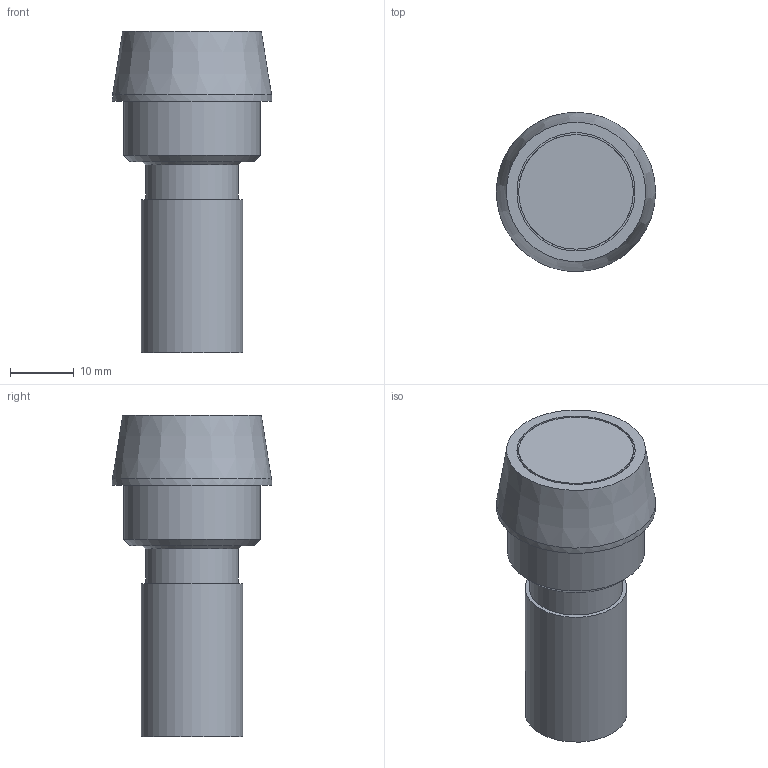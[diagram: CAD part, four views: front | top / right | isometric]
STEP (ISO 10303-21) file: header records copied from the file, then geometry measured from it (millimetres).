
FILE_DESCRIPTION((' '),'2;1');
FILE_NAME('LAKxxV11xxxxxxx.stp','2017-07-26T09:23:30',(' '),(' '),' ','ACIS',' ');
FILE_SCHEMA(('CONFIG_CONTROL_DESIGN'));
Length unit declared in the file: inch
Products named in the file (3): LAKxxV11xxxxxxx.stp; Body1; Body2
Assembly tree (2 placements, depth 2):
  LAKxxV11xxxxxxx.stp
    Body1
    Body2
Bounding box: 25 x 25 x 50.5 mm (x, y, z)
Volume: 9595.2 mm3; surface area: 10253.8 mm2
Topology: 2 solids, 12 shells, 389 faces, 1038 edges, 687 vertices
Faces by surface type: plane 251, cylinder 72, bspline 54, cone 9, torus 3
Full cylindrical faces by diameter (mm): 3.1 x2, 7 x1, 13 x1, 14.5 x2, 14.6 x2, 14.7 x1, 16 x1, 18 x2, 18.3 x1, 18.575 x1, 20 x1, 21 x1, 21.5 x2, 22 x1, 23 x1, 25 x1
Entity records: 12873 total; most frequent: CARTESIAN_POINT 3131, ORIENTED_EDGE 1998, DIRECTION 1743, EDGE_CURVE 999, VECTOR 683, LINE 683, VERTEX_POINT 677, AXIS2_PLACEMENT_3D 530
